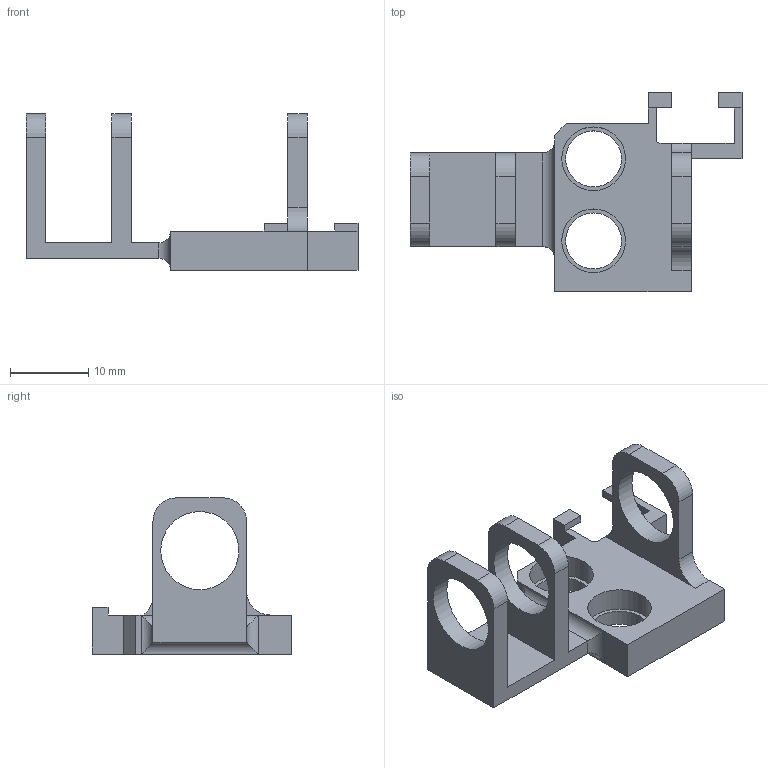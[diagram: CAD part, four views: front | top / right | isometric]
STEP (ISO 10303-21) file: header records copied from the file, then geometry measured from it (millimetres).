
FILE_DESCRIPTION(('STEP AP203'),'1');
FILE_NAME('support1 - V3.stp','2020-10-01T14:15:17',(' '),(' '),'Spatial InterOp 3D',' ',' ');
FILE_SCHEMA(('CONFIG_CONTROL_DESIGN'));
Length unit declared in the file: millimetre
Products named in the file (1): support1 - V3
Bounding box: 42.5 x 25.5 x 20 mm (x, y, z)
Volume: 2762.7 mm3; surface area: 3071.3 mm2
Topology: 1 solids, 1 shells, 66 faces, 171 edges, 111 vertices
Faces by surface type: plane 44, cylinder 22
Full cylindrical faces by diameter (mm): 0.4 x2, 7.15 x2, 8.15 x2, 10 x3
Entity records: 2013 total; most frequent: CARTESIAN_POINT 334, DIRECTION 333, ORIENTED_EDGE 318, EDGE_CURVE 159, LINE 119, VECTOR 119, VERTEX_POINT 108, AXIS2_PLACEMENT_3D 107
